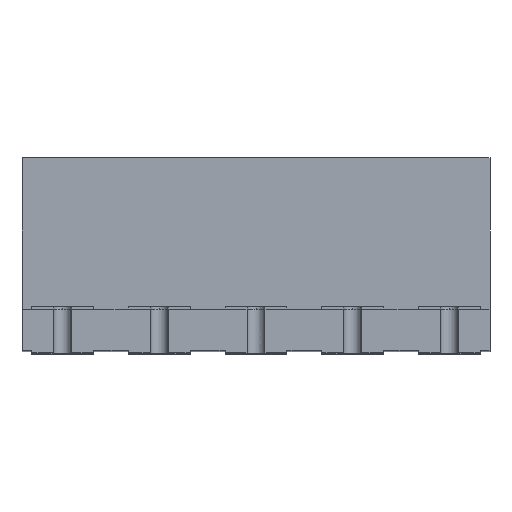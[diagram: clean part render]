
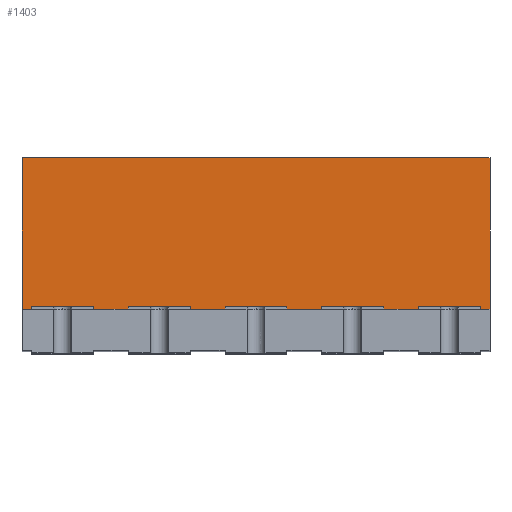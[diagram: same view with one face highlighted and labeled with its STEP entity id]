
A CAD part, top view. The second image highlights one B-rep face of the part: STEP entity #1403.
In plain terms, the highlighted planar face has unit normal (0, 0, 1).
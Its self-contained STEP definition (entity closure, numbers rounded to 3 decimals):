
#308 = VERTEX_POINT ( 'NONE', #2441 ) ;
#361 = EDGE_CURVE ( 'NONE', #308, #362, #2574, .T. ) ;
#362 = VERTEX_POINT ( 'NONE', #2569 ) ;
#1391 = ORIENTED_EDGE ( 'NONE', *, *, #361, .F. ) ;
#1392 = ORIENTED_EDGE ( 'NONE', *, *, #1572, .F. ) ;
#1393 = ORIENTED_EDGE ( 'NONE', *, *, #1394, .T. ) ;
#1394 = EDGE_CURVE ( 'NONE', #1574, #1569, #6408, .T. ) ;
#1395 = ORIENTED_EDGE ( 'NONE', *, *, #1564, .T. ) ;
#1402 = EDGE_LOOP ( 'NONE', ( #1391, #1392, #1393, #1395 ) ) ;
#1403 = ADVANCED_FACE ( 'NONE', ( #6432 ), #6467, .T. ) ;
#1564 = EDGE_CURVE ( 'NONE', #1569, #362, #6962, .T. ) ;
#1569 = VERTEX_POINT ( 'NONE', #6980 ) ;
#1572 = EDGE_CURVE ( 'NONE', #1574, #308, #6979, .T. ) ;
#1574 = VERTEX_POINT ( 'NONE', #6975 ) ;
#2441 = CARTESIAN_POINT ( 'NONE',  ( -4.55, 0., 6.5 ) ) ;
#2569 = CARTESIAN_POINT ( 'NONE',  ( 4.55, 0., 6.5 ) ) ;
#2570 = DIRECTION ( 'NONE',  ( 1., 0., 0. ) ) ;
#2571 = VECTOR ( 'NONE', #2570, 1000. ) ;
#2572 = CARTESIAN_POINT ( 'NONE',  ( -4.55, 0., 6.5 ) ) ;
#2574 = LINE ( 'NONE', #2572, #2571 ) ;
#6405 = DIRECTION ( 'NONE',  ( 1., 0., 0. ) ) ;
#6406 = VECTOR ( 'NONE', #6405, 1000. ) ;
#6407 = CARTESIAN_POINT ( 'NONE',  ( -4.55, -2.95, 6.5 ) ) ;
#6408 = LINE ( 'NONE', #6407, #6406 ) ;
#6432 = FACE_OUTER_BOUND ( 'NONE', #1402, .T. ) ;
#6461 = DIRECTION ( 'NONE',  ( 1., 0., 0. ) ) ;
#6462 = DIRECTION ( 'NONE',  ( 0., 0., 1. ) ) ;
#6463 = CARTESIAN_POINT ( 'NONE',  ( -4.55, -2.95, 6.5 ) ) ;
#6464 = AXIS2_PLACEMENT_3D ( 'NONE', #6463, #6462, #6461 ) ;
#6467 = PLANE ( 'NONE',  #6464 ) ;
#6955 = DIRECTION ( 'NONE',  ( 0., 1., 0. ) ) ;
#6956 = VECTOR ( 'NONE', #6955, 1000. ) ;
#6957 = CARTESIAN_POINT ( 'NONE',  ( 4.55, -2.95, 6.5 ) ) ;
#6962 = LINE ( 'NONE', #6957, #6956 ) ;
#6975 = CARTESIAN_POINT ( 'NONE',  ( -4.55, -2.95, 6.5 ) ) ;
#6976 = DIRECTION ( 'NONE',  ( 0., 1., 0. ) ) ;
#6977 = VECTOR ( 'NONE', #6976, 1000. ) ;
#6978 = CARTESIAN_POINT ( 'NONE',  ( -4.55, -2.95, 6.5 ) ) ;
#6979 = LINE ( 'NONE', #6978, #6977 ) ;
#6980 = CARTESIAN_POINT ( 'NONE',  ( 4.55, -2.95, 6.5 ) ) ;
